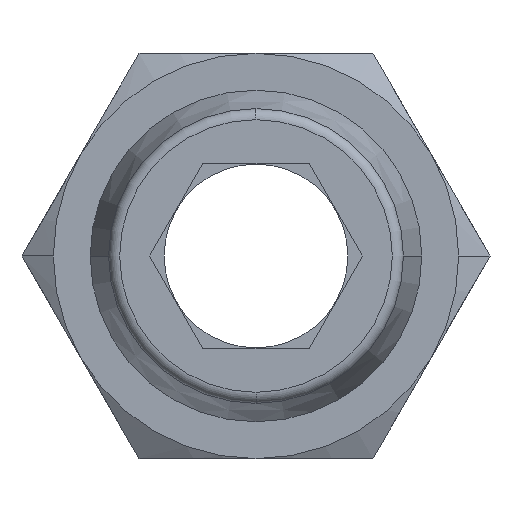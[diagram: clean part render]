
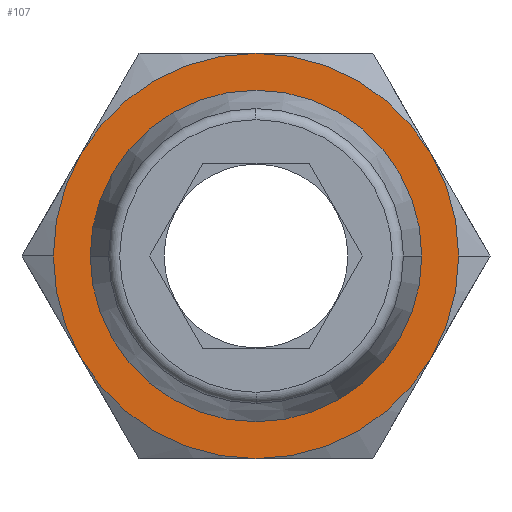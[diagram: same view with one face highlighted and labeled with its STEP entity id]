
A CAD part, front view. The second image highlights one B-rep face of the part: STEP entity #107.
In plain terms, the highlighted planar face has unit normal (0, -1, 0).
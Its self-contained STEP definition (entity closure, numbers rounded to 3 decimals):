
#107=ADVANCED_FACE('',(#240,#241),#242,.T.);
#240=FACE_OUTER_BOUND('',#399,.T.);
#241=FACE_BOUND('',#400,.T.);
#242=PLANE('',#401);
#399=EDGE_LOOP('',(#637,#638,#639,#640,#641,#642,#643,#644));
#400=EDGE_LOOP('',(#645,#646));
#401=AXIS2_PLACEMENT_3D('',#647,#648,#649);
#637=ORIENTED_EDGE('',*,*,#962,.T.);
#638=ORIENTED_EDGE('',*,*,#990,.T.);
#639=ORIENTED_EDGE('',*,*,#991,.T.);
#640=ORIENTED_EDGE('',*,*,#992,.T.);
#641=ORIENTED_EDGE('',*,*,#993,.T.);
#642=ORIENTED_EDGE('',*,*,#994,.T.);
#643=ORIENTED_EDGE('',*,*,#995,.T.);
#644=ORIENTED_EDGE('',*,*,#936,.T.);
#645=ORIENTED_EDGE('',*,*,#967,.F.);
#646=ORIENTED_EDGE('',*,*,#996,.F.);
#647=CARTESIAN_POINT('',(-2.75,14.0,0.0));
#648=DIRECTION('',(0.,-1.0,0.0));
#649=DIRECTION('',(-1.0,0.,0.0));
#936=EDGE_CURVE('',#1107,#1110,#1112,.T.);
#962=EDGE_CURVE('',#1110,#1154,#1156,.T.);
#967=EDGE_CURVE('',#1161,#1159,#1163,.T.);
#990=EDGE_CURVE('',#1154,#1194,#1195,.T.);
#991=EDGE_CURVE('',#1194,#1196,#1197,.T.);
#992=EDGE_CURVE('',#1196,#1183,#1198,.T.);
#993=EDGE_CURVE('',#1183,#1199,#1200,.T.);
#994=EDGE_CURVE('',#1199,#1201,#1202,.T.);
#995=EDGE_CURVE('',#1201,#1107,#1203,.T.);
#996=EDGE_CURVE('',#1159,#1161,#1204,.T.);
#1107=VERTEX_POINT('',#1334);
#1110=VERTEX_POINT('',#1348);
#1112=CIRCLE('',#1361,5.5);
#1154=VERTEX_POINT('',#1416);
#1156=CIRCLE('',#1419,5.5);
#1159=VERTEX_POINT('',#1433);
#1161=VERTEX_POINT('',#1436);
#1163=CIRCLE('',#1439,4.5);
#1183=VERTEX_POINT('',#1465);
#1194=VERTEX_POINT('',#1501);
#1195=CIRCLE('',#1502,5.5);
#1196=VERTEX_POINT('',#1503);
#1197=CIRCLE('',#1504,5.5);
#1198=CIRCLE('',#1505,5.5);
#1199=VERTEX_POINT('',#1506);
#1200=CIRCLE('',#1507,5.5);
#1201=VERTEX_POINT('',#1508);
#1202=CIRCLE('',#1509,5.5);
#1203=CIRCLE('',#1510,5.5);
#1204=CIRCLE('',#1511,4.5);
#1334=CARTESIAN_POINT('',(0.,14.0,5.5));
#1348=CARTESIAN_POINT('',(-4.763,14.0,2.75));
#1361=AXIS2_PLACEMENT_3D('',#1743,#1744,#1745);
#1416=CARTESIAN_POINT('',(-5.5,14.0,0.));
#1419=AXIS2_PLACEMENT_3D('',#1775,#1776,#1777);
#1433=CARTESIAN_POINT('',(4.5,14.0,0.));
#1436=CARTESIAN_POINT('',(-4.5,14.0,0.));
#1439=AXIS2_PLACEMENT_3D('',#1780,#1781,#1782);
#1465=CARTESIAN_POINT('',(4.763,14.0,-2.75));
#1501=CARTESIAN_POINT('',(-4.763,14.0,-2.75));
#1502=AXIS2_PLACEMENT_3D('',#1807,#1808,#1809);
#1503=CARTESIAN_POINT('',(0.,14.0,-5.5));
#1504=AXIS2_PLACEMENT_3D('',#1810,#1811,#1812);
#1505=AXIS2_PLACEMENT_3D('',#1813,#1814,#1815);
#1506=CARTESIAN_POINT('',(5.5,14.0,0.));
#1507=AXIS2_PLACEMENT_3D('',#1816,#1817,#1818);
#1508=CARTESIAN_POINT('',(4.763,14.0,2.75));
#1509=AXIS2_PLACEMENT_3D('',#1819,#1820,#1821);
#1510=AXIS2_PLACEMENT_3D('',#1822,#1823,#1824);
#1511=AXIS2_PLACEMENT_3D('',#1825,#1826,#1827);
#1743=CARTESIAN_POINT('',(0.,14.0,0.0));
#1744=DIRECTION('',(0.,-1.0,0.0));
#1745=DIRECTION('',(-1.0,0.,0.0));
#1775=CARTESIAN_POINT('',(0.,14.0,0.0));
#1776=DIRECTION('',(0.,-1.0,0.0));
#1777=DIRECTION('',(-1.0,0.,0.0));
#1780=CARTESIAN_POINT('',(0.0,14.0,0.0));
#1781=DIRECTION('',(0.,-1.0,0.0));
#1782=DIRECTION('',(1.0,0.,0.0));
#1807=CARTESIAN_POINT('',(0.,14.0,0.0));
#1808=DIRECTION('',(0.,-1.0,0.0));
#1809=DIRECTION('',(-1.0,0.,0.0));
#1810=CARTESIAN_POINT('',(0.,14.0,0.0));
#1811=DIRECTION('',(0.,-1.0,0.0));
#1812=DIRECTION('',(-1.0,0.,0.0));
#1813=CARTESIAN_POINT('',(0.,14.0,0.0));
#1814=DIRECTION('',(0.,-1.0,0.0));
#1815=DIRECTION('',(-1.0,0.,0.0));
#1816=CARTESIAN_POINT('',(0.,14.0,0.0));
#1817=DIRECTION('',(0.,-1.0,0.0));
#1818=DIRECTION('',(-1.0,0.,0.0));
#1819=CARTESIAN_POINT('',(0.,14.0,0.0));
#1820=DIRECTION('',(0.,-1.0,0.0));
#1821=DIRECTION('',(-1.0,0.,0.0));
#1822=CARTESIAN_POINT('',(0.,14.0,0.0));
#1823=DIRECTION('',(0.,-1.0,0.0));
#1824=DIRECTION('',(-1.0,0.,0.0));
#1825=CARTESIAN_POINT('',(0.0,14.0,0.0));
#1826=DIRECTION('',(0.,-1.0,0.0));
#1827=DIRECTION('',(1.0,0.,0.0));
